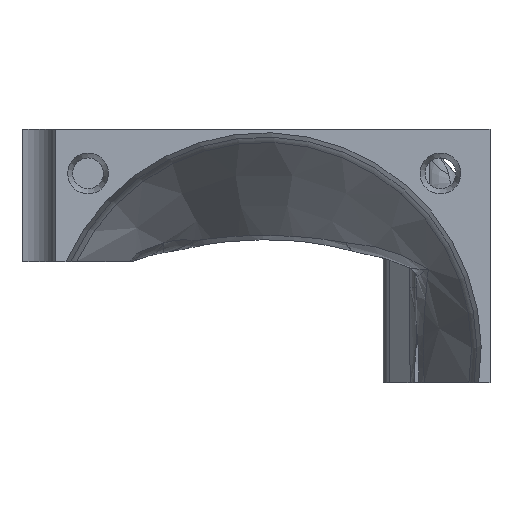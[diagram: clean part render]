
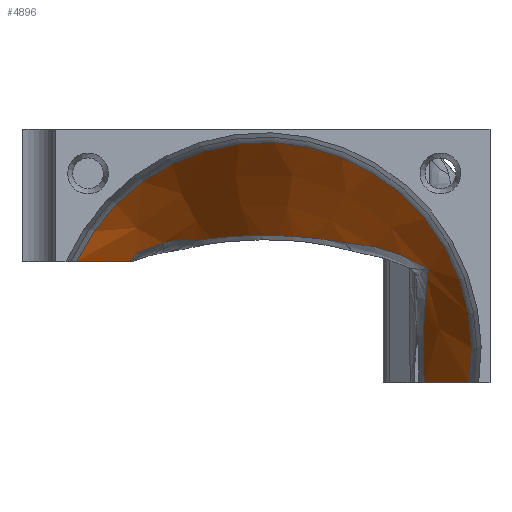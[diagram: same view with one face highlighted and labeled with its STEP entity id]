
A CAD part, left-side view. The second image highlights one B-rep face of the part: STEP entity #4896.
In plain terms, the highlighted conical face has half-angle 29.409 degrees and reference radius 15.912 mm.
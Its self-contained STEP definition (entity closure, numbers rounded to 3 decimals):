
#15=CONICAL_SURFACE('',#5267,15.912,0.513);
#30=(
BOUNDED_CURVE()
B_SPLINE_CURVE(2,(#8875,#8876,#8877),.UNSPECIFIED.,.F.,.F.)
B_SPLINE_CURVE_WITH_KNOTS((3,3),(0.396,1.237),
 .UNSPECIFIED.)
CURVE()
GEOMETRIC_REPRESENTATION_ITEM()
RATIONAL_B_SPLINE_CURVE((1.01,1.016,1.))
REPRESENTATION_ITEM('')
);
#33=(
BOUNDED_CURVE()
B_SPLINE_CURVE(2,(#10636,#10637,#10638),.UNSPECIFIED.,.F.,.F.)
B_SPLINE_CURVE_WITH_KNOTS((3,3),(0.,0.764),.UNSPECIFIED.)
CURVE()
GEOMETRIC_REPRESENTATION_ITEM()
RATIONAL_B_SPLINE_CURVE((1.,1.011,1.008))
REPRESENTATION_ITEM('')
);
#130=B_SPLINE_CURVE_WITH_KNOTS('',3,(#8741,#8742,#8743,#8744),
 .UNSPECIFIED.,.F.,.F.,(4,4),(0.,0.296),.UNSPECIFIED.);
#131=B_SPLINE_CURVE_WITH_KNOTS('',3,(#8782,#8783,#8784,#8785,#8786,#8787,
#8788,#8789,#8790,#8791,#8792,#8793,#8794,#8795,#8796,#8797,#8798,#8799,
#8800),.UNSPECIFIED.,.F.,.F.,(4,3,3,3,3,3,4),(0.296,0.324,
0.351,0.378,0.405,0.432,0.486),
 .UNSPECIFIED.);
#133=B_SPLINE_CURVE_WITH_KNOTS('',3,(#8828,#8829,#8830,#8831),
 .UNSPECIFIED.,.F.,.F.,(4,4),(1.318,1.322),
 .UNSPECIFIED.);
#136=B_SPLINE_CURVE_WITH_KNOTS('',3,(#8869,#8870,#8871,#8872),
 .UNSPECIFIED.,.F.,.F.,(4,4),(0.486,0.497),
 .UNSPECIFIED.);
#189=B_SPLINE_CURVE_WITH_KNOTS('',3,(#9972,#9973,#9974,#9975,#9976),
 .UNSPECIFIED.,.F.,.F.,(4,1,4),(-0.139,0.371,1.051),
 .UNSPECIFIED.);
#209=B_SPLINE_CURVE_WITH_KNOTS('',3,(#10611,#10612,#10613,#10614),
 .UNSPECIFIED.,.F.,.F.,(4,4),(0.887,1.318),
 .UNSPECIFIED.);
#210=B_SPLINE_CURVE_WITH_KNOTS('',3,(#10616,#10617,#10618,#10619,#10620,
#10621,#10622),.UNSPECIFIED.,.F.,.F.,(4,1,1,1,4),(-3.632,-3.114,
-2.596,-2.337,-1.818),.UNSPECIFIED.);
#211=B_SPLINE_CURVE_WITH_KNOTS('',3,(#10624,#10625,#10626,#10627),
 .UNSPECIFIED.,.F.,.F.,(4,4),(1.744,1.88),
 .UNSPECIFIED.);
#212=B_SPLINE_CURVE_WITH_KNOTS('',3,(#10629,#10630,#10631,#10632,#10633,
#10634),.UNSPECIFIED.,.F.,.F.,(4,1,1,4),(0.468,0.871,
1.275,1.744),.UNSPECIFIED.);
#543=CIRCLE('',#5268,18.825);
#793=FACE_OUTER_BOUND('',#1091,.T.);
#1091=EDGE_LOOP('',(#4135,#4136,#4137,#4138,#4139,#4140,#4141,#4142,#4143,
#4144,#4145,#4146));
#2102=VERTEX_POINT('',#8731);
#2105=VERTEX_POINT('',#8739);
#2106=VERTEX_POINT('',#8781);
#2108=VERTEX_POINT('',#8820);
#2110=VERTEX_POINT('',#8852);
#2111=VERTEX_POINT('',#8874);
#2189=VERTEX_POINT('',#9730);
#2202=VERTEX_POINT('',#9971);
#2251=VERTEX_POINT('',#10587);
#2252=VERTEX_POINT('',#10623);
#2253=VERTEX_POINT('',#10628);
#2254=VERTEX_POINT('',#10635);
#2671=EDGE_CURVE('',#2105,#2102,#130,.T.);
#2672=EDGE_CURVE('',#2102,#2106,#131,.T.);
#2676=EDGE_CURVE('',#2108,#2105,#133,.T.);
#2679=EDGE_CURVE('',#2106,#2110,#136,.T.);
#2680=EDGE_CURVE('',#2110,#2111,#30,.T.);
#2819=EDGE_CURVE('',#2189,#2202,#189,.T.);
#2914=EDGE_CURVE('',#2251,#2108,#209,.T.);
#2915=EDGE_CURVE('',#2202,#2251,#210,.T.);
#2916=EDGE_CURVE('',#2252,#2189,#211,.T.);
#2917=EDGE_CURVE('',#2253,#2252,#212,.T.);
#2918=EDGE_CURVE('',#2254,#2253,#33,.T.);
#2919=EDGE_CURVE('',#2254,#2111,#543,.T.);
#4135=ORIENTED_EDGE('',*,*,#2671,.F.);
#4136=ORIENTED_EDGE('',*,*,#2676,.F.);
#4137=ORIENTED_EDGE('',*,*,#2914,.F.);
#4138=ORIENTED_EDGE('',*,*,#2915,.F.);
#4139=ORIENTED_EDGE('',*,*,#2819,.F.);
#4140=ORIENTED_EDGE('',*,*,#2916,.F.);
#4141=ORIENTED_EDGE('',*,*,#2917,.F.);
#4142=ORIENTED_EDGE('',*,*,#2918,.F.);
#4143=ORIENTED_EDGE('',*,*,#2919,.T.);
#4144=ORIENTED_EDGE('',*,*,#2680,.F.);
#4145=ORIENTED_EDGE('',*,*,#2679,.F.);
#4146=ORIENTED_EDGE('',*,*,#2672,.F.);
#4896=ADVANCED_FACE('',(#793),#15,.F.);
#5267=AXIS2_PLACEMENT_3D('',#10615,#6170,#6171);
#5268=AXIS2_PLACEMENT_3D('',#10639,#6172,#6173);
#6170=DIRECTION('center_axis',(-1.,0.,0.));
#6171=DIRECTION('ref_axis',(0.,-0.316,0.949));
#6172=DIRECTION('center_axis',(-1.,0.,0.));
#6173=DIRECTION('ref_axis',(0.,0.,1.));
#8731=CARTESIAN_POINT('',(-11.701,-52.946,11.978));
#8739=CARTESIAN_POINT('',(-10.048,-54.864,12.678));
#8741=CARTESIAN_POINT('Ctrl Pts',(-10.048,-54.864,12.678));
#8742=CARTESIAN_POINT('Ctrl Pts',(-10.558,-54.202,12.448));
#8743=CARTESIAN_POINT('Ctrl Pts',(-11.151,-53.55,12.23));
#8744=CARTESIAN_POINT('Ctrl Pts',(-11.701,-52.946,11.978));
#8781=CARTESIAN_POINT('',(-12.268,-51.884,11.075));
#8782=CARTESIAN_POINT('Ctrl Pts',(-11.701,-52.946,11.978));
#8783=CARTESIAN_POINT('Ctrl Pts',(-11.771,-52.869,11.946));
#8784=CARTESIAN_POINT('Ctrl Pts',(-11.838,-52.795,11.914));
#8785=CARTESIAN_POINT('Ctrl Pts',(-11.904,-52.721,11.881));
#8786=CARTESIAN_POINT('Ctrl Pts',(-11.97,-52.647,11.847));
#8787=CARTESIAN_POINT('Ctrl Pts',(-12.035,-52.573,11.81));
#8788=CARTESIAN_POINT('Ctrl Pts',(-12.078,-52.521,11.782));
#8789=CARTESIAN_POINT('Ctrl Pts',(-12.12,-52.469,11.754));
#8790=CARTESIAN_POINT('Ctrl Pts',(-12.141,-52.44,11.734));
#8791=CARTESIAN_POINT('Ctrl Pts',(-12.162,-52.402,11.703));
#8792=CARTESIAN_POINT('Ctrl Pts',(-12.183,-52.364,11.673));
#8793=CARTESIAN_POINT('Ctrl Pts',(-12.203,-52.319,11.631));
#8794=CARTESIAN_POINT('Ctrl Pts',(-12.219,-52.274,11.584));
#8795=CARTESIAN_POINT('Ctrl Pts',(-12.235,-52.229,11.538));
#8796=CARTESIAN_POINT('Ctrl Pts',(-12.246,-52.184,11.487));
#8797=CARTESIAN_POINT('Ctrl Pts',(-12.255,-52.139,11.433));
#8798=CARTESIAN_POINT('Ctrl Pts',(-12.272,-52.05,11.324));
#8799=CARTESIAN_POINT('Ctrl Pts',(-12.276,-51.964,11.204));
#8800=CARTESIAN_POINT('Ctrl Pts',(-12.268,-51.884,11.075));
#8820=CARTESIAN_POINT('',(-10.028,-54.889,12.686));
#8828=CARTESIAN_POINT('Ctrl Pts',(-10.028,-54.889,12.686));
#8829=CARTESIAN_POINT('Ctrl Pts',(-10.035,-54.881,12.683));
#8830=CARTESIAN_POINT('Ctrl Pts',(-10.041,-54.872,12.68));
#8831=CARTESIAN_POINT('Ctrl Pts',(-10.048,-54.864,12.678));
#8852=CARTESIAN_POINT('',(-12.262,-51.838,11.));
#8869=CARTESIAN_POINT('Ctrl Pts',(-12.268,-51.884,11.075));
#8870=CARTESIAN_POINT('Ctrl Pts',(-12.267,-51.868,11.05));
#8871=CARTESIAN_POINT('Ctrl Pts',(-12.265,-51.853,11.025));
#8872=CARTESIAN_POINT('Ctrl Pts',(-12.262,-51.838,11.));
#8874=CARTESIAN_POINT('',(-19.833,-46.96,11.));
#8875=CARTESIAN_POINT('Ctrl Pts',(-12.262,-51.838,11.));
#8876=CARTESIAN_POINT('Ctrl Pts',(-15.415,-49.711,11.));
#8877=CARTESIAN_POINT('Ctrl Pts',(-19.833,-46.96,11.));
#9730=CARTESIAN_POINT('',(-15.855,-78.889,10.3));
#9971=CARTESIAN_POINT('',(-8.082,-71.39,12.708));
#9972=CARTESIAN_POINT('Ctrl Pts',(-15.855,-78.889,10.3));
#9973=CARTESIAN_POINT('Ctrl Pts',(-14.812,-77.902,10.977));
#9974=CARTESIAN_POINT('Ctrl Pts',(-12.235,-75.453,12.153));
#9975=CARTESIAN_POINT('Ctrl Pts',(-9.532,-72.893,12.591));
#9976=CARTESIAN_POINT('Ctrl Pts',(-8.082,-71.39,12.708));
#10587=CARTESIAN_POINT('',(-7.287,-57.634,12.879));
#10611=CARTESIAN_POINT('Ctrl Pts',(-7.287,-57.634,
12.879));
#10612=CARTESIAN_POINT('Ctrl Pts',(-8.348,-56.805,13.056));
#10613=CARTESIAN_POINT('Ctrl Pts',(-9.29,-55.843,
13.012));
#10614=CARTESIAN_POINT('Ctrl Pts',(-10.028,-54.889,
12.686));
#10615=CARTESIAN_POINT('Origin',(-14.667,-64.,3.));
#10616=CARTESIAN_POINT('Ctrl Pts',(-8.082,-71.39,12.708));
#10617=CARTESIAN_POINT('Ctrl Pts',(-7.104,-70.197,
12.923));
#10618=CARTESIAN_POINT('Ctrl Pts',(-5.376,-67.693,
13.267));
#10619=CARTESIAN_POINT('Ctrl Pts',(-4.594,-64.236,
13.4));
#10620=CARTESIAN_POINT('Ctrl Pts',(-5.28,-60.801,
13.281));
#10621=CARTESIAN_POINT('Ctrl Pts',(-6.391,-58.861,
13.069));
#10622=CARTESIAN_POINT('Ctrl Pts',(-7.287,-57.634,
12.879));
#10623=CARTESIAN_POINT('',(-15.045,-78.802,9.399));
#10624=CARTESIAN_POINT('Ctrl Pts',(-15.044,-78.802,
9.4));
#10625=CARTESIAN_POINT('Ctrl Pts',(-15.306,-78.83,
9.704));
#10626=CARTESIAN_POINT('Ctrl Pts',(-15.577,-78.86,
10.003));
#10627=CARTESIAN_POINT('Ctrl Pts',(-15.855,-78.889,10.3));
#10628=CARTESIAN_POINT('',(-12.765,-78.534,0.));
#10629=CARTESIAN_POINT('Ctrl Pts',(-12.765,-78.534,0.));
#10630=CARTESIAN_POINT('Ctrl Pts',(-12.311,-78.477,
0.991));
#10631=CARTESIAN_POINT('Ctrl Pts',(-11.789,-78.408,
3.058));
#10632=CARTESIAN_POINT('Ctrl Pts',(-12.675,-78.526,
6.316));
#10633=CARTESIAN_POINT('Ctrl Pts',(-14.138,-78.701,8.35));
#10634=CARTESIAN_POINT('Ctrl Pts',(-15.044,-78.802,
9.4));
#10635=CARTESIAN_POINT('',(-19.833,-82.584,0.));
#10636=CARTESIAN_POINT('Ctrl Pts',(-19.833,-82.584,
0.));
#10637=CARTESIAN_POINT('Ctrl Pts',(-15.867,-80.319,
0.));
#10638=CARTESIAN_POINT('Ctrl Pts',(-12.765,-78.534,0.));
#10639=CARTESIAN_POINT('Origin',(-19.833,-64.,3.));
